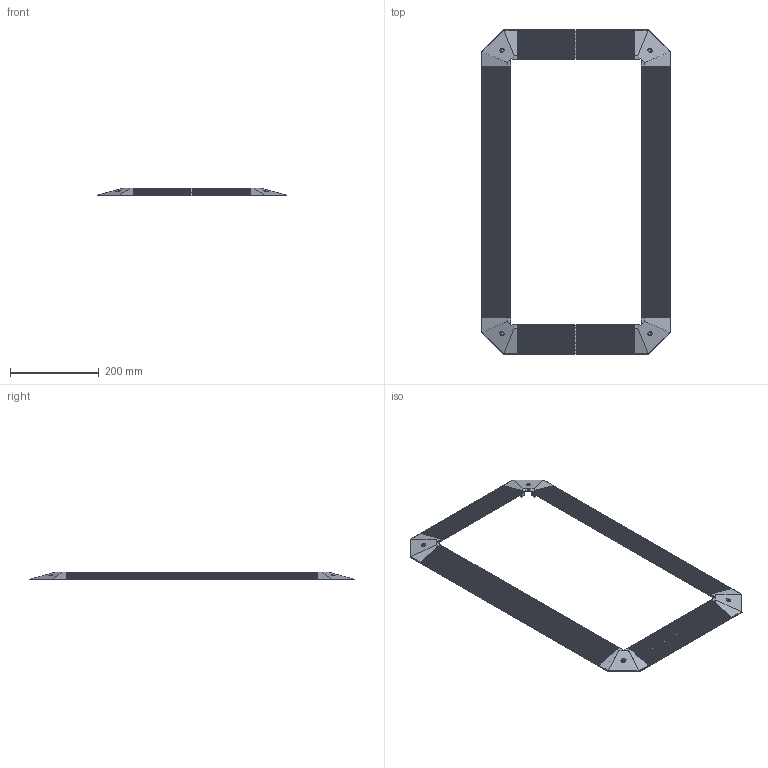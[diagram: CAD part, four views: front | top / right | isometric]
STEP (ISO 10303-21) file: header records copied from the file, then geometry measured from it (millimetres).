
FILE_DESCRIPTION (( 'STEP AP203' ), '1' );
FILE_NAME ('2010-0121_Default.step', '2022-02-03T14:51:10', ( 'Windows User' ), ( '' ), 'SwSTEP 2.0', 'SolidWorks 2021', '' );
FILE_SCHEMA (( 'CONFIG_CONTROL_DESIGN' ));
Length unit declared in the file: inch
Products named in the file (1): 2010-0121_Default
Bounding box: 427.8 x 732.6 x 17.8 mm (x, y, z)
Volume: 571786.9 mm3; surface area: 450214.5 mm2
Topology: 8 solids, 8 shells, 1546 faces, 4314 edges, 2788 vertices
Faces by surface type: plane 896, cylinder 594, bspline 56
Entity records: 49979 total; most frequent: CARTESIAN_POINT 10333, ORIENTED_EDGE 8548, DIRECTION 8036, EDGE_CURVE 4274, VECTOR 3022, LINE 3022, VERTEX_POINT 2788, AXIS2_PLACEMENT_3D 2507
